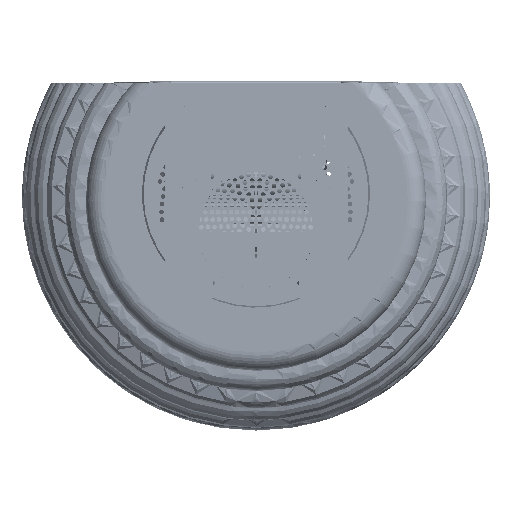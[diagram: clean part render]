
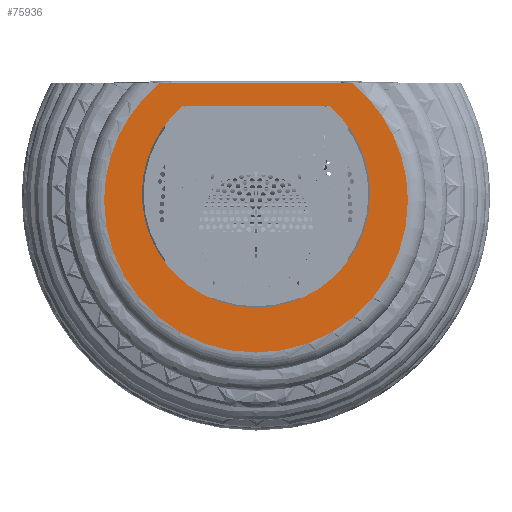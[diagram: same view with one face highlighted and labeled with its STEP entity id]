
A CAD part, top view. The second image highlights one B-rep face of the part: STEP entity #75936.
In plain terms, the highlighted planar face has unit normal (0, 0, 1).
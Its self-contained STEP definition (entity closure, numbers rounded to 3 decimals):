
#873 = VERTEX_POINT ( 'NONE', #105538 ) ;
#2192 = VERTEX_POINT ( 'NONE', #138607 ) ;
#2562 = EDGE_CURVE ( 'NONE', #2192, #36009, #46036, .T. ) ;
#3062 = CARTESIAN_POINT ( 'NONE',  ( -931.646, -168.169, 196.963 ) ) ;
#3189 = VERTEX_POINT ( 'NONE', #96831 ) ;
#5883 = CIRCLE ( 'NONE', #114455, 193.117 ) ;
#6151 = CARTESIAN_POINT ( 'NONE',  ( -931.646, -168.169, 196.963 ) ) ;
#6210 = CARTESIAN_POINT ( 'NONE',  ( -786.605, -115.579, 196.963 ) ) ;
#9034 = VECTOR ( 'NONE', #147658, 1000. ) ;
#10185 = CARTESIAN_POINT ( 'NONE',  ( -786.605, -159.17, 196.963 ) ) ;
#10954 = PLANE ( 'NONE',  #26922 ) ;
#11289 = CARTESIAN_POINT ( 'NONE',  ( -931.646, -168.169, 196.963 ) ) ;
#11866 = VERTEX_POINT ( 'NONE', #16453 ) ;
#12143 = AXIS2_PLACEMENT_3D ( 'NONE', #162981, #79565, #177008 ) ;
#12365 = CIRCLE ( 'NONE', #64313, 193.117 ) ;
#13010 = DIRECTION ( 'NONE',  ( -1., 0., 0. ) ) ;
#13142 = EDGE_LOOP ( 'NONE', ( #122879, #42759, #61912, #25806 ) ) ;
#13495 = VERTEX_POINT ( 'NONE', #39675 ) ;
#16453 = CARTESIAN_POINT ( 'NONE',  ( -1076.686, -159.17, 196.963 ) ) ;
#17051 = DIRECTION ( 'NONE',  ( -1., 0., 0. ) ) ;
#17116 = ORIENTED_EDGE ( 'NONE', *, *, #143589, .F. ) ;
#17816 = ORIENTED_EDGE ( 'NONE', *, *, #80657, .F. ) ;
#18030 = CARTESIAN_POINT ( 'NONE',  ( -810.083, -18.114, 196.963 ) ) ;
#19076 = VERTEX_POINT ( 'NONE', #112203 ) ;
#20186 = DIRECTION ( 'NONE',  ( -1., 0., 0. ) ) ;
#23601 = AXIS2_PLACEMENT_3D ( 'NONE', #179827, #96422, #13010 ) ;
#24246 = AXIS2_PLACEMENT_3D ( 'NONE', #11289, #108733, #25273 ) ;
#24411 = CARTESIAN_POINT ( 'NONE',  ( -1076.686, -159.17, 196.963 ) ) ;
#24637 = EDGE_CURVE ( 'NONE', #89556, #128658, #5883, .T. ) ;
#24688 = CIRCLE ( 'NONE', #64815, 186.041 ) ;
#24763 = ORIENTED_EDGE ( 'NONE', *, *, #24637, .F. ) ;
#25273 = DIRECTION ( 'NONE',  ( -1., 0., 0. ) ) ;
#25806 = ORIENTED_EDGE ( 'NONE', *, *, #149073, .T. ) ;
#26922 = AXIS2_PLACEMENT_3D ( 'NONE', #66925, #164396, #80943 ) ;
#34930 = CARTESIAN_POINT ( 'NONE',  ( -931.646, -168.169, 196.963 ) ) ;
#36009 = VERTEX_POINT ( 'NONE', #82703 ) ;
#38183 = CARTESIAN_POINT ( 'NONE',  ( -1076.686, -449.251, 196.963 ) ) ;
#39506 = EDGE_CURVE ( 'NONE', #13495, #873, #154270, .T. ) ;
#39675 = CARTESIAN_POINT ( 'NONE',  ( -1041.541, -18.055, 196.963 ) ) ;
#40255 = DIRECTION ( 'NONE',  ( 0., 0., -1. ) ) ;
#42759 = ORIENTED_EDGE ( 'NONE', *, *, #148938, .T. ) ;
#46036 = LINE ( 'NONE', #49781, #9034 ) ;
#47068 = VECTOR ( 'NONE', #173809, 1000. ) ;
#47610 =( BOUNDED_CURVE ( )  B_SPLINE_CURVE ( 3, ( #24411, #107868, #135841, #52400 ),
 .UNSPECIFIED., .F., .F. ) 
 B_SPLINE_CURVE_WITH_KNOTS ( ( 4, 4 ),
 ( 0., 0.873 ),
 .UNSPECIFIED. ) 
 CURVE ( )  GEOMETRIC_REPRESENTATION_ITEM ( )  RATIONAL_B_SPLINE_CURVE ( ( 1., 0.938, 0.938, 1. ) ) 
 REPRESENTATION_ITEM ( '' )  );
#48977 = DIRECTION ( 'NONE',  ( -1., 0., 0. ) ) ;
#49781 = CARTESIAN_POINT ( 'NONE',  ( -837.321, -48.055, 196.963 ) ) ;
#50129 =( BOUNDED_CURVE ( )  B_SPLINE_CURVE ( 3, ( #152571, #89617, #6210, #103638 ),
 .UNSPECIFIED., .F., .F. ) 
 B_SPLINE_CURVE_WITH_KNOTS ( ( 4, 4 ),
 ( 2.269, 3.142 ),
 .UNSPECIFIED. ) 
 CURVE ( )  GEOMETRIC_REPRESENTATION_ITEM ( )  RATIONAL_B_SPLINE_CURVE ( ( 1., 0.938, 0.938, 1. ) ) 
 REPRESENTATION_ITEM ( '' )  );
#50634 = CARTESIAN_POINT ( 'NONE',  ( -1053.072, -18.003, 196.963 ) ) ;
#52400 = CARTESIAN_POINT ( 'NONE',  ( -1024.868, -48.055, 196.963 ) ) ;
#53393 = LINE ( 'NONE', #54194, #160158 ) ;
#54055 = CIRCLE ( 'NONE', #24246, 193.117 ) ;
#54194 = CARTESIAN_POINT ( 'NONE',  ( -931.646, -18.003, 196.963 ) ) ;
#56905 = EDGE_CURVE ( 'NONE', #117245, #11866, #143140, .T. ) ;
#57373 = CARTESIAN_POINT ( 'NONE',  ( -786.605, -159.17, 196.963 ) ) ;
#61912 = ORIENTED_EDGE ( 'NONE', *, *, #56905, .T. ) ;
#64313 = AXIS2_PLACEMENT_3D ( 'NONE', #3062, #100453, #17051 ) ;
#64815 = AXIS2_PLACEMENT_3D ( 'NONE', #34930, #132397, #48977 ) ;
#66423 = CARTESIAN_POINT ( 'NONE',  ( -738.529, -168.169, 196.963 ) ) ;
#66925 = CARTESIAN_POINT ( 'NONE',  ( -931.646, -354.21, 196.963 ) ) ;
#70198 = VERTEX_POINT ( 'NONE', #128470 ) ;
#72390 = EDGE_CURVE ( 'NONE', #70198, #142636, #24688, .T. ) ;
#75936 = ADVANCED_FACE ( 'NONE', ( #168226, #172593 ), #10954, .F. ) ;
#76760 = DIRECTION ( 'NONE',  ( 1., 0., 0. ) ) ;
#79565 = DIRECTION ( 'NONE',  ( 0., 0., -1. ) ) ;
#80657 = EDGE_CURVE ( 'NONE', #19076, #170375, #54055, .T. ) ;
#80943 = DIRECTION ( 'NONE',  ( -1., 0., 0. ) ) ;
#82703 = CARTESIAN_POINT ( 'NONE',  ( -1024.868, -48.055, 196.963 ) ) ;
#85574 = EDGE_LOOP ( 'NONE', ( #161845, #17816, #151389, #24763, #17116, #177275, #131086, #162180, #123248, #115701 ) ) ;
#86251 = CIRCLE ( 'NONE', #23601, 193.117 ) ;
#89556 = VERTEX_POINT ( 'NONE', #66423 ) ;
#89617 = CARTESIAN_POINT ( 'NONE',  ( -805.029, -76.072, 196.963 ) ) ;
#90407 = CARTESIAN_POINT ( 'NONE',  ( -821.751, -18.055, 196.963 ) ) ;
#93651 = CARTESIAN_POINT ( 'NONE',  ( -786.605, -449.251, 196.963 ) ) ;
#96422 = DIRECTION ( 'NONE',  ( 0., 0., -1. ) ) ;
#96771 = EDGE_CURVE ( 'NONE', #142636, #13495, #121169, .T. ) ;
#96831 = CARTESIAN_POINT ( 'NONE',  ( -810.219, -18.003, 196.963 ) ) ;
#96974 = EDGE_CURVE ( 'NONE', #128658, #19076, #86251, .T. ) ;
#100453 = DIRECTION ( 'NONE',  ( 0., 0., -1. ) ) ;
#102425 = CARTESIAN_POINT ( 'NONE',  ( -1124.763, -168.169, 196.963 ) ) ;
#103573 = DIRECTION ( 'NONE',  ( 0., 0., -1. ) ) ;
#103638 = CARTESIAN_POINT ( 'NONE',  ( -786.605, -159.17, 196.963 ) ) ;
#105538 = CARTESIAN_POINT ( 'NONE',  ( -1041.47, -18.003, 196.963 ) ) ;
#107868 = CARTESIAN_POINT ( 'NONE',  ( -1076.686, -115.579, 196.963 ) ) ;
#108733 = DIRECTION ( 'NONE',  ( 0., 0., -1. ) ) ;
#109528 = CIRCLE ( 'NONE', #156936, 193.117 ) ;
#112203 = CARTESIAN_POINT ( 'NONE',  ( -1053.209, -18.114, 196.963 ) ) ;
#114455 = AXIS2_PLACEMENT_3D ( 'NONE', #6151, #103573, #20186 ) ;
#115701 = ORIENTED_EDGE ( 'NONE', *, *, #39506, .T. ) ;
#117245 = VERTEX_POINT ( 'NONE', #57373 ) ;
#121169 = LINE ( 'NONE', #90407, #47068 ) ;
#122879 = ORIENTED_EDGE ( 'NONE', *, *, #2562, .F. ) ;
#123248 = ORIENTED_EDGE ( 'NONE', *, *, #96771, .T. ) ;
#123695 = CARTESIAN_POINT ( 'NONE',  ( -931.646, -168.169, 196.963 ) ) ;
#128470 = CARTESIAN_POINT ( 'NONE',  ( -821.822, -18.003, 196.963 ) ) ;
#128658 = VERTEX_POINT ( 'NONE', #102425 ) ;
#131086 = ORIENTED_EDGE ( 'NONE', *, *, #162346, .F. ) ;
#132397 = DIRECTION ( 'NONE',  ( 0., 0., -1. ) ) ;
#132998 = EDGE_CURVE ( 'NONE', #170375, #873, #53393, .T. ) ;
#135607 = CARTESIAN_POINT ( 'NONE',  ( -1076.686, -159.17, 196.963 ) ) ;
#135841 = CARTESIAN_POINT ( 'NONE',  ( -1058.263, -76.072, 196.963 ) ) ;
#137694 = DIRECTION ( 'NONE',  ( -1., 0., 0. ) ) ;
#138607 = CARTESIAN_POINT ( 'NONE',  ( -838.424, -48.055, 196.963 ) ) ;
#142636 = VERTEX_POINT ( 'NONE', #163960 ) ;
#143140 =( BOUNDED_CURVE ( )  B_SPLINE_CURVE ( 3, ( #10185, #93651, #38183, #135607 ),
 .UNSPECIFIED., .F., .T. ) 
 B_SPLINE_CURVE_WITH_KNOTS ( ( 4, 4 ),
 ( 3.142, 6.283 ),
 .UNSPECIFIED. ) 
 CURVE ( )  GEOMETRIC_REPRESENTATION_ITEM ( )  RATIONAL_B_SPLINE_CURVE ( ( 1., 0.333, 0.333, 1. ) ) 
 REPRESENTATION_ITEM ( '' )  );
#143589 = EDGE_CURVE ( 'NONE', #171235, #89556, #109528, .T. ) ;
#147658 = DIRECTION ( 'NONE',  ( -1., 0., 0. ) ) ;
#148938 = EDGE_CURVE ( 'NONE', #2192, #117245, #50129, .T. ) ;
#149073 = EDGE_CURVE ( 'NONE', #11866, #36009, #47610, .T. ) ;
#151389 = ORIENTED_EDGE ( 'NONE', *, *, #96974, .F. ) ;
#151685 = DIRECTION ( 'NONE',  ( 1., 0., 0. ) ) ;
#152571 = CARTESIAN_POINT ( 'NONE',  ( -838.424, -48.055, 196.963 ) ) ;
#154270 = CIRCLE ( 'NONE', #12143, 186.041 ) ;
#156936 = AXIS2_PLACEMENT_3D ( 'NONE', #123695, #40255, #137694 ) ;
#160158 = VECTOR ( 'NONE', #151685, 1000. ) ;
#160168 = CARTESIAN_POINT ( 'NONE',  ( -931.646, -18.003, 196.963 ) ) ;
#161845 = ORIENTED_EDGE ( 'NONE', *, *, #132998, .F. ) ;
#162180 = ORIENTED_EDGE ( 'NONE', *, *, #72390, .T. ) ;
#162346 = EDGE_CURVE ( 'NONE', #70198, #3189, #174929, .T. ) ;
#162981 = CARTESIAN_POINT ( 'NONE',  ( -931.646, -168.169, 196.963 ) ) ;
#163960 = CARTESIAN_POINT ( 'NONE',  ( -821.751, -18.055, 196.963 ) ) ;
#164396 = DIRECTION ( 'NONE',  ( 0., 0., -1. ) ) ;
#168226 = FACE_BOUND ( 'NONE', #13142, .T. ) ;
#170375 = VERTEX_POINT ( 'NONE', #50634 ) ;
#170535 = VECTOR ( 'NONE', #76760, 1000. ) ;
#171235 = VERTEX_POINT ( 'NONE', #18030 ) ;
#172593 = FACE_OUTER_BOUND ( 'NONE', #85574, .T. ) ;
#173809 = DIRECTION ( 'NONE',  ( -1., 0., 0. ) ) ;
#174929 = LINE ( 'NONE', #160168, #170535 ) ;
#175089 = EDGE_CURVE ( 'NONE', #3189, #171235, #12365, .T. ) ;
#177008 = DIRECTION ( 'NONE',  ( -1., 0., 0. ) ) ;
#177275 = ORIENTED_EDGE ( 'NONE', *, *, #175089, .F. ) ;
#179827 = CARTESIAN_POINT ( 'NONE',  ( -931.646, -168.169, 196.963 ) ) ;
